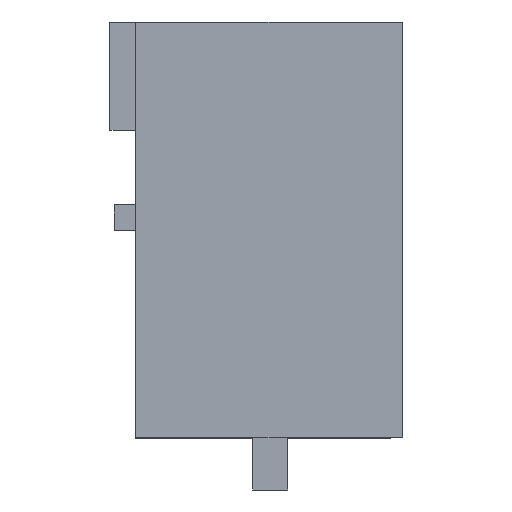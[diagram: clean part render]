
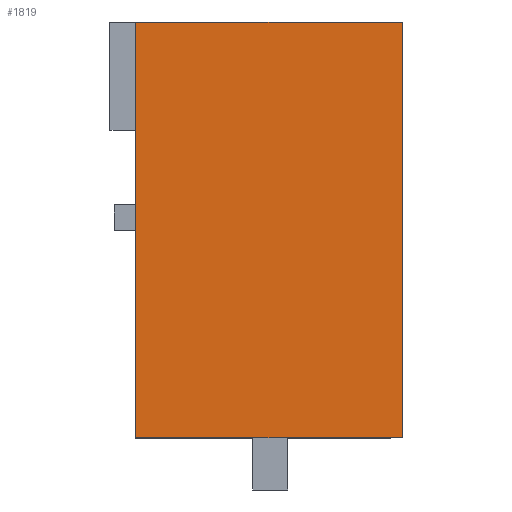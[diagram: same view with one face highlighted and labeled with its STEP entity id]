
A CAD part, left-side view. The second image highlights one B-rep face of the part: STEP entity #1819.
In plain terms, the highlighted planar face has unit normal (-1, 0, 0).
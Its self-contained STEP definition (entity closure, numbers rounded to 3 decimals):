
#1806=AXIS2_PLACEMENT_3D('Plane Axis2P3D',#1803,#1804,#1805) ;
#89=CARTESIAN_POINT('Vertex',(0.,0.,13.5)) ;
#124=CARTESIAN_POINT('Vertex',(0.,7.68,13.5)) ;
#127=CARTESIAN_POINT('Line Origine',(0.,3.84,13.5)) ;
#1071=CARTESIAN_POINT('Line Origine',(0.,0.,7.5)) ;
#1075=CARTESIAN_POINT('Vertex',(0.,0.,1.5)) ;
#1259=CARTESIAN_POINT('Vertex',(0.,7.68,1.5)) ;
#1262=CARTESIAN_POINT('Line Origine',(0.,7.68,7.5)) ;
#1803=CARTESIAN_POINT('Axis2P3D Location',(0.,8.624,13.5)) ;
#1808=CARTESIAN_POINT('Line Origine',(0.,3.84,1.5)) ;
#128=DIRECTION('Vector Direction',(0.,-1.,0.)) ;
#1072=DIRECTION('Vector Direction',(0.,0.,-1.)) ;
#1263=DIRECTION('Vector Direction',(0.,0.,-1.)) ;
#1804=DIRECTION('Axis2P3D Direction',(1.,0.,0.)) ;
#1805=DIRECTION('Axis2P3D XDirection',(0.,-1.,0.)) ;
#1809=DIRECTION('Vector Direction',(0.,1.,0.)) ;
#129=VECTOR('Line Direction',#128,1.) ;
#1073=VECTOR('Line Direction',#1072,1.) ;
#1264=VECTOR('Line Direction',#1263,1.) ;
#1810=VECTOR('Line Direction',#1809,1.) ;
#1814=ORIENTED_EDGE('',*,*,#1266,.T.) ;
#1815=ORIENTED_EDGE('',*,*,#1812,.F.) ;
#1816=ORIENTED_EDGE('',*,*,#1077,.F.) ;
#1817=ORIENTED_EDGE('',*,*,#131,.T.) ;
#1819=ADVANCED_FACE('Body',(#1818),#1807,.F.) ;
#131=EDGE_CURVE('',#90,#125,#130,.F.) ;
#1077=EDGE_CURVE('',#90,#1076,#1074,.T.) ;
#1266=EDGE_CURVE('',#125,#1260,#1265,.T.) ;
#1812=EDGE_CURVE('',#1076,#1260,#1811,.T.) ;
#1813=EDGE_LOOP('',(#1814,#1815,#1816,#1817)) ;
#1818=FACE_OUTER_BOUND('',#1813,.T.) ;
#130=LINE('Line',#127,#129) ;
#1074=LINE('Line',#1071,#1073) ;
#1265=LINE('Line',#1262,#1264) ;
#1811=LINE('Line',#1808,#1810) ;
#1807=PLANE('',#1806) ;
#90=VERTEX_POINT('',#89) ;
#125=VERTEX_POINT('',#124) ;
#1076=VERTEX_POINT('',#1075) ;
#1260=VERTEX_POINT('',#1259) ;
